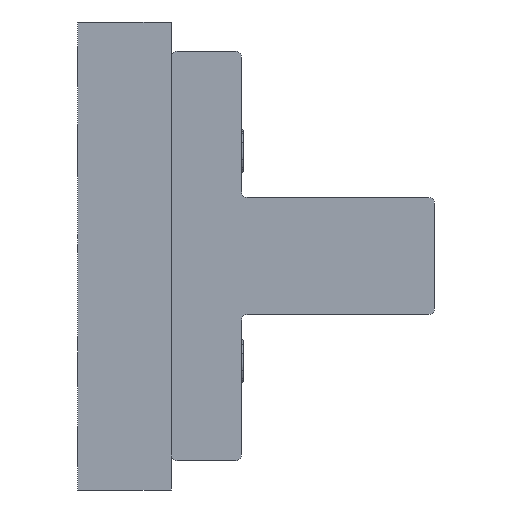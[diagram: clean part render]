
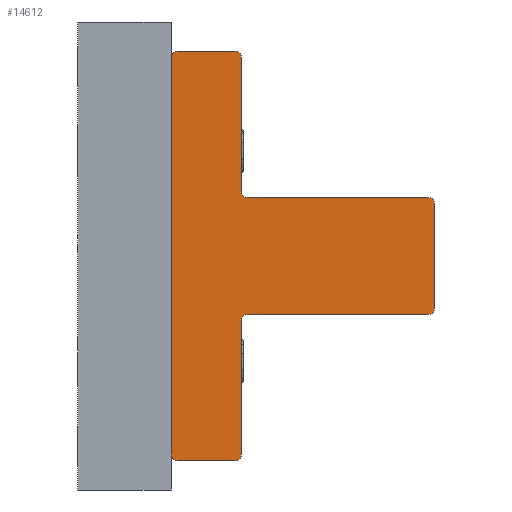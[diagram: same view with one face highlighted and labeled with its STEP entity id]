
A CAD part, left-side view. The second image highlights one B-rep face of the part: STEP entity #14612.
In plain terms, the highlighted planar face has unit normal (-1, 0, 0).
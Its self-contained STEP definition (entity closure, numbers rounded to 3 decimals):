
#13484=AXIS2_PLACEMENT_3D('Circle Axis2P3D',#13482,#13483,$) ;
#13648=AXIS2_PLACEMENT_3D('Circle Axis2P3D',#13646,#13647,$) ;
#13760=AXIS2_PLACEMENT_3D('Circle Axis2P3D',#13758,#13759,$) ;
#14278=AXIS2_PLACEMENT_3D('Circle Axis2P3D',#14276,#14277,$) ;
#14333=AXIS2_PLACEMENT_3D('Circle Axis2P3D',#14331,#14332,$) ;
#14377=AXIS2_PLACEMENT_3D('Circle Axis2P3D',#14375,#14376,$) ;
#14425=AXIS2_PLACEMENT_3D('Circle Axis2P3D',#14423,#14424,$) ;
#14473=AXIS2_PLACEMENT_3D('Circle Axis2P3D',#14471,#14472,$) ;
#14587=AXIS2_PLACEMENT_3D('Plane Axis2P3D',#14584,#14585,#14586) ;
#13397=CARTESIAN_POINT('Line Origine',(-294.5,-394.5,216.)) ;
#13401=CARTESIAN_POINT('Vertex',(-294.5,-379.,216.)) ;
#13403=CARTESIAN_POINT('Vertex',(-294.5,-410.,216.)) ;
#13482=CARTESIAN_POINT('Axis2P3D Location',(-294.5,-379.,215.)) ;
#13486=CARTESIAN_POINT('Vertex',(-294.5,-378.,215.)) ;
#13646=CARTESIAN_POINT('Axis2P3D Location',(-294.5,-410.,217.)) ;
#13650=CARTESIAN_POINT('Vertex',(-294.5,-411.,217.)) ;
#13689=CARTESIAN_POINT('Line Origine',(-294.5,-378.,203.5)) ;
#13693=CARTESIAN_POINT('Vertex',(-294.5,-378.,192.)) ;
#13755=CARTESIAN_POINT('Vertex',(-294.5,-378.,237.)) ;
#13758=CARTESIAN_POINT('Axis2P3D Location',(-294.5,-379.,237.)) ;
#13762=CARTESIAN_POINT('Vertex',(-294.5,-379.,236.)) ;
#14276=CARTESIAN_POINT('Axis2P3D Location',(-294.5,-367.,260.)) ;
#14280=CARTESIAN_POINT('Vertex',(-294.5,-366.,260.)) ;
#14282=CARTESIAN_POINT('Vertex',(-294.5,-367.,261.)) ;
#14307=CARTESIAN_POINT('Line Origine',(-294.5,-372.,261.)) ;
#14311=CARTESIAN_POINT('Vertex',(-294.5,-377.,261.)) ;
#14331=CARTESIAN_POINT('Axis2P3D Location',(-294.5,-377.,260.)) ;
#14335=CARTESIAN_POINT('Vertex',(-294.5,-378.,260.)) ;
#14350=CARTESIAN_POINT('Line Origine',(-294.5,-378.,248.5)) ;
#14375=CARTESIAN_POINT('Axis2P3D Location',(-294.5,-410.,235.)) ;
#14379=CARTESIAN_POINT('Vertex',(-294.5,-410.,236.)) ;
#14381=CARTESIAN_POINT('Vertex',(-294.5,-411.,235.)) ;
#14406=CARTESIAN_POINT('Line Origine',(-294.5,-411.,226.)) ;
#14423=CARTESIAN_POINT('Axis2P3D Location',(-294.5,-377.,192.)) ;
#14427=CARTESIAN_POINT('Vertex',(-294.5,-377.,191.)) ;
#14447=CARTESIAN_POINT('Line Origine',(-294.5,-372.,191.)) ;
#14451=CARTESIAN_POINT('Vertex',(-294.5,-367.,191.)) ;
#14471=CARTESIAN_POINT('Axis2P3D Location',(-294.5,-367.,192.)) ;
#14475=CARTESIAN_POINT('Vertex',(-294.5,-366.,192.)) ;
#14495=CARTESIAN_POINT('Line Origine',(-294.5,-366.,226.)) ;
#14584=CARTESIAN_POINT('Axis2P3D Location',(-294.5,-366.,226.)) ;
#14589=CARTESIAN_POINT('Line Origine',(-294.5,-394.5,236.)) ;
#13398=DIRECTION('Vector Direction',(0.,-1.,0.)) ;
#13483=DIRECTION('Axis2P3D Direction',(-1.,0.,0.)) ;
#13647=DIRECTION('Axis2P3D Direction',(-1.,0.,0.)) ;
#13690=DIRECTION('Vector Direction',(0.,0.,1.)) ;
#13759=DIRECTION('Axis2P3D Direction',(-1.,0.,0.)) ;
#14277=DIRECTION('Axis2P3D Direction',(-1.,0.,0.)) ;
#14308=DIRECTION('Vector Direction',(0.,-1.,0.)) ;
#14332=DIRECTION('Axis2P3D Direction',(-1.,0.,0.)) ;
#14351=DIRECTION('Vector Direction',(0.,0.,-1.)) ;
#14376=DIRECTION('Axis2P3D Direction',(-1.,0.,0.)) ;
#14407=DIRECTION('Vector Direction',(0.,0.,1.)) ;
#14424=DIRECTION('Axis2P3D Direction',(-1.,0.,0.)) ;
#14448=DIRECTION('Vector Direction',(0.,-1.,0.)) ;
#14472=DIRECTION('Axis2P3D Direction',(-1.,0.,0.)) ;
#14496=DIRECTION('Vector Direction',(0.,0.,-1.)) ;
#14585=DIRECTION('Axis2P3D Direction',(-1.,0.,0.)) ;
#14586=DIRECTION('Axis2P3D XDirection',(0.,1.,0.)) ;
#14590=DIRECTION('Vector Direction',(0.,-1.,0.)) ;
#13399=VECTOR('Line Direction',#13398,1.) ;
#13691=VECTOR('Line Direction',#13690,1.) ;
#14309=VECTOR('Line Direction',#14308,1.) ;
#14352=VECTOR('Line Direction',#14351,1.) ;
#14408=VECTOR('Line Direction',#14407,1.) ;
#14449=VECTOR('Line Direction',#14448,1.) ;
#14497=VECTOR('Line Direction',#14496,1.) ;
#14591=VECTOR('Line Direction',#14590,1.) ;
#14595=ORIENTED_EDGE('',*,*,#14499,.T.) ;
#14596=ORIENTED_EDGE('',*,*,#14477,.F.) ;
#14597=ORIENTED_EDGE('',*,*,#14453,.T.) ;
#14598=ORIENTED_EDGE('',*,*,#14429,.F.) ;
#14599=ORIENTED_EDGE('',*,*,#13695,.T.) ;
#14600=ORIENTED_EDGE('',*,*,#13488,.T.) ;
#14601=ORIENTED_EDGE('',*,*,#13405,.T.) ;
#14602=ORIENTED_EDGE('',*,*,#13652,.F.) ;
#14603=ORIENTED_EDGE('',*,*,#14410,.T.) ;
#14604=ORIENTED_EDGE('',*,*,#14383,.F.) ;
#14605=ORIENTED_EDGE('',*,*,#14593,.T.) ;
#14606=ORIENTED_EDGE('',*,*,#13764,.T.) ;
#14607=ORIENTED_EDGE('',*,*,#14354,.T.) ;
#14608=ORIENTED_EDGE('',*,*,#14337,.F.) ;
#14609=ORIENTED_EDGE('',*,*,#14313,.T.) ;
#14610=ORIENTED_EDGE('',*,*,#14284,.F.) ;
#14612=ADVANCED_FACE('RA4624001_1PA_001_04_TERMINALE_POSTERIORE_A.1\\PartBody',(#14611),#14588,.T.) ;
#13485=CIRCLE('generated circle',#13484,1.) ;
#13649=CIRCLE('generated circle',#13648,1.) ;
#13761=CIRCLE('generated circle',#13760,1.) ;
#14279=CIRCLE('generated circle',#14278,1.) ;
#14334=CIRCLE('generated circle',#14333,1.) ;
#14378=CIRCLE('generated circle',#14377,1.) ;
#14426=CIRCLE('generated circle',#14425,1.) ;
#14474=CIRCLE('generated circle',#14473,1.) ;
#13405=EDGE_CURVE('',#13402,#13404,#13400,.T.) ;
#13488=EDGE_CURVE('',#13487,#13402,#13485,.F.) ;
#13652=EDGE_CURVE('',#13651,#13404,#13649,.F.) ;
#13695=EDGE_CURVE('',#13694,#13487,#13692,.T.) ;
#13764=EDGE_CURVE('',#13763,#13756,#13761,.F.) ;
#14284=EDGE_CURVE('',#14281,#14283,#14279,.F.) ;
#14313=EDGE_CURVE('',#14312,#14283,#14310,.F.) ;
#14337=EDGE_CURVE('',#14312,#14336,#14334,.F.) ;
#14354=EDGE_CURVE('',#13756,#14336,#14353,.F.) ;
#14383=EDGE_CURVE('',#14380,#14382,#14378,.F.) ;
#14410=EDGE_CURVE('',#13651,#14382,#14409,.T.) ;
#14429=EDGE_CURVE('',#13694,#14428,#14426,.F.) ;
#14453=EDGE_CURVE('',#14452,#14428,#14450,.T.) ;
#14477=EDGE_CURVE('',#14452,#14476,#14474,.F.) ;
#14499=EDGE_CURVE('',#14281,#14476,#14498,.T.) ;
#14593=EDGE_CURVE('',#14380,#13763,#14592,.F.) ;
#14594=EDGE_LOOP('',(#14595,#14596,#14597,#14598,#14599,#14600,#14601,#14602,#14603,#14604,#14605,#14606,#14607,#14608,#14609,#14610)) ;
#14611=FACE_OUTER_BOUND('',#14594,.T.) ;
#13400=LINE('Line',#13397,#13399) ;
#13692=LINE('Line',#13689,#13691) ;
#14310=LINE('Line',#14307,#14309) ;
#14353=LINE('Line',#14350,#14352) ;
#14409=LINE('Line',#14406,#14408) ;
#14450=LINE('Line',#14447,#14449) ;
#14498=LINE('Line',#14495,#14497) ;
#14592=LINE('Line',#14589,#14591) ;
#14588=PLANE('',#14587) ;
#13402=VERTEX_POINT('',#13401) ;
#13404=VERTEX_POINT('',#13403) ;
#13487=VERTEX_POINT('',#13486) ;
#13651=VERTEX_POINT('',#13650) ;
#13694=VERTEX_POINT('',#13693) ;
#13756=VERTEX_POINT('',#13755) ;
#13763=VERTEX_POINT('',#13762) ;
#14281=VERTEX_POINT('',#14280) ;
#14283=VERTEX_POINT('',#14282) ;
#14312=VERTEX_POINT('',#14311) ;
#14336=VERTEX_POINT('',#14335) ;
#14380=VERTEX_POINT('',#14379) ;
#14382=VERTEX_POINT('',#14381) ;
#14428=VERTEX_POINT('',#14427) ;
#14452=VERTEX_POINT('',#14451) ;
#14476=VERTEX_POINT('',#14475) ;
